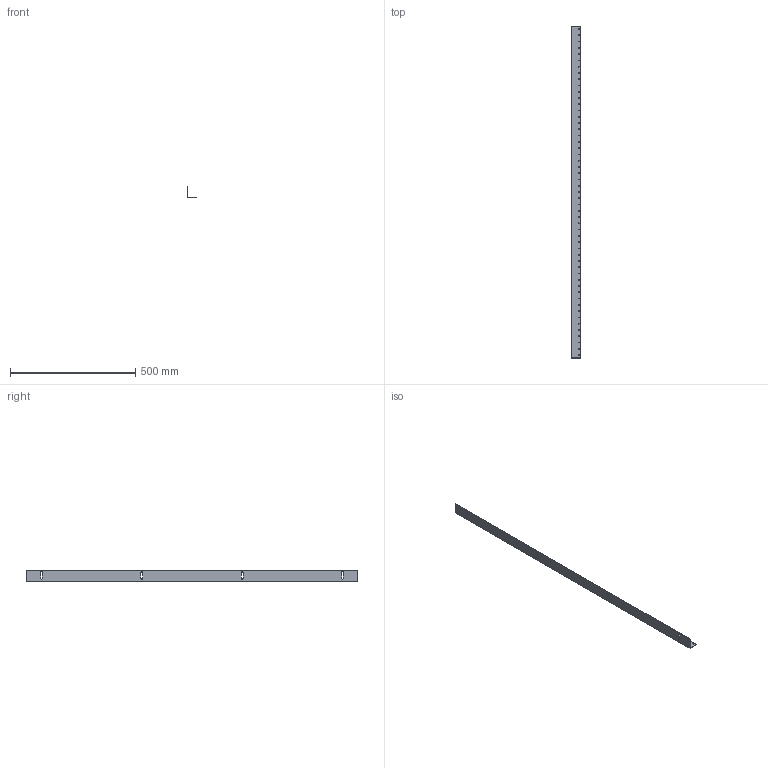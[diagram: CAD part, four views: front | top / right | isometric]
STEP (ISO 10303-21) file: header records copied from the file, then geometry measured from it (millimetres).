
FILE_DESCRIPTION (( 'STEP AP214' ), '1' );
FILE_NAME ('Y-PL-U-7-0 Óãîëîê ëèöåâîé ïàíåëè ÙÌÏ-7 PRO (ê-ò 2 øò.).STEP', '2016-08-12T07:17:19', ( 'user' ), ( '' ), 'SwSTEP 2.0', 'SolidWorks 2014', '' );
FILE_SCHEMA (( 'AUTOMOTIVE_DESIGN' ));
Length unit declared in the file: millimetre
Products named in the file (1): Y-PL-U-7-0 Óãîëîê ëèöåâîé ïàíåëè ÙÌÏ-7 PRO (ê-ò 2 øò.)
Bounding box: 38 x 1324 x 45 mm (x, y, z)
Volume: 86128.2 mm3; surface area: 218187.6 mm2
Topology: 1 solids, 1 shells, 134 faces, 396 edges, 264 vertices
Faces by surface type: cylinder 118, plane 16
Entity records: 4878 total; most frequent: DIRECTION 902, CARTESIAN_POINT 795, ORIENTED_EDGE 792, EDGE_CURVE 396, AXIS2_PLACEMENT_3D 371, VERTEX_POINT 264, EDGE_LOOP 248, CIRCLE 236
